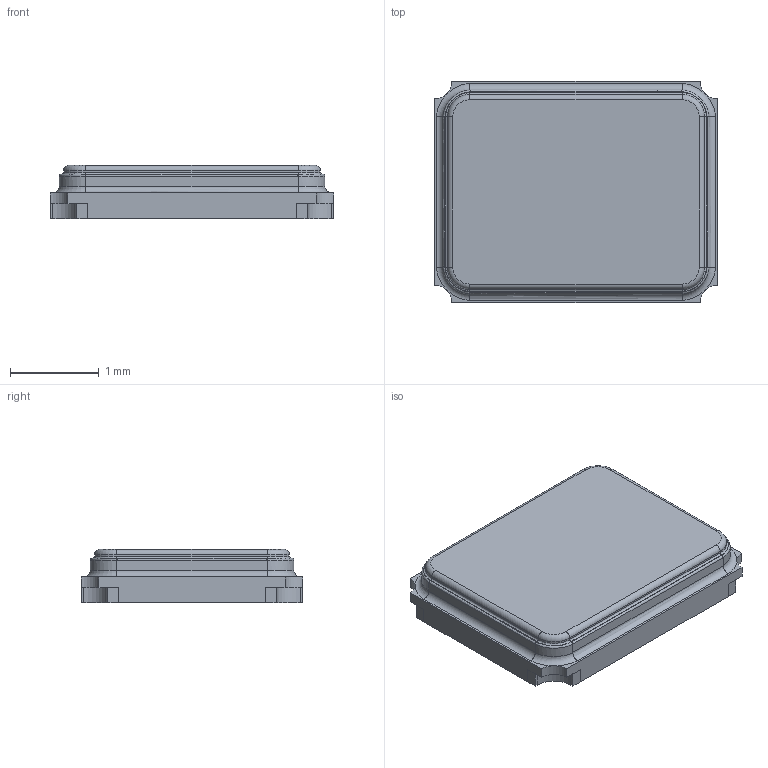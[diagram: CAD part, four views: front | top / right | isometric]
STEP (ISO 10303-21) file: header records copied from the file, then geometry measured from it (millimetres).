
FILE_DESCRIPTION (( 'STEP AP203' ), '1' );
FILE_NAME ('User Library-tsx-3225-1.STEP', '2017-02-04T21:55:08', ( 'Windows User' ), ( '' ), 'SwSTEP 2.0', 'SolidWorks 2017', '' );
FILE_SCHEMA (( 'CONFIG_CONTROL_DESIGN' ));
Length unit declared in the file: millimetre
Products named in the file (1): User Library-tsx-3225-1
Bounding box: 3.2 x 2.5 x 0.6 mm (x, y, z)
Volume: 4.3 mm3; surface area: 32.2 mm2
Topology: 5 solids, 5 shells, 145 faces, 366 edges, 232 vertices
Faces by surface type: plane 97, cylinder 24, torus 12, bspline 12
Entity records: 4817 total; most frequent: CARTESIAN_POINT 1364, ORIENTED_EDGE 732, DIRECTION 650, EDGE_CURVE 366, VECTOR 262, LINE 262, VERTEX_POINT 232, AXIS2_PLACEMENT_3D 194
